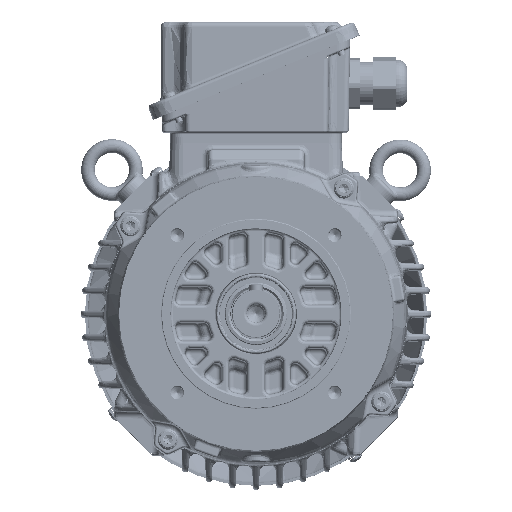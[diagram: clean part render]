
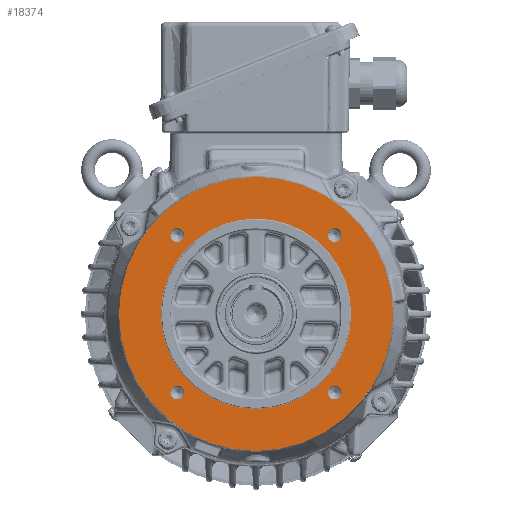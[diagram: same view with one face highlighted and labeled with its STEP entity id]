
A CAD part, top view. The second image highlights one B-rep face of the part: STEP entity #18374.
In plain terms, the highlighted planar face has unit normal (0, 0, 1).
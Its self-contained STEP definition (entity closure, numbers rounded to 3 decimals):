
#8124=PLANE('',#78334);
#8968=FACE_BOUND('',#27249,.T.);
#8969=FACE_BOUND('',#27250,.T.);
#8970=FACE_BOUND('',#27251,.T.);
#8971=FACE_BOUND('',#27252,.T.);
#8972=FACE_BOUND('',#27253,.T.);
#8973=FACE_BOUND('',#27254,.T.);
#18374=ADVANCED_FACE('',(#8968,#8969,#8970,#8971,#8972,#8973),#8124,.F.);
#27249=EDGE_LOOP('',(#34766));
#27250=EDGE_LOOP('',(#34767));
#27251=EDGE_LOOP('',(#34768));
#27252=EDGE_LOOP('',(#34769));
#27253=EDGE_LOOP('',(#34770));
#27254=EDGE_LOOP('',(#34771));
#34766=ORIENTED_EDGE('',*,*,#62457,.T.);
#34767=ORIENTED_EDGE('',*,*,#62458,.T.);
#34768=ORIENTED_EDGE('',*,*,#62459,.T.);
#34769=ORIENTED_EDGE('',*,*,#62460,.T.);
#34770=ORIENTED_EDGE('',*,*,#61448,.T.);
#34771=ORIENTED_EDGE('',*,*,#61344,.F.);
#53352=VERTEX_POINT('',#109672);
#53442=VERTEX_POINT('',#110677);
#54069=VERTEX_POINT('',#116345);
#54070=VERTEX_POINT('',#116347);
#54071=VERTEX_POINT('',#116349);
#54072=VERTEX_POINT('',#116351);
#61344=EDGE_CURVE('',#53352,#53352,#72700,.T.);
#61448=EDGE_CURVE('',#53442,#53442,#72736,.T.);
#62457=EDGE_CURVE('',#54069,#54069,#73219,.T.);
#62458=EDGE_CURVE('',#54070,#54070,#73220,.T.);
#62459=EDGE_CURVE('',#54071,#54071,#73221,.T.);
#62460=EDGE_CURVE('',#54072,#54072,#73222,.T.);
#72700=CIRCLE('',#77507,80.);
#72736=CIRCLE('',#77557,55.6);
#73219=CIRCLE('',#78330,4.);
#73220=CIRCLE('',#78331,4.);
#73221=CIRCLE('',#78332,4.);
#73222=CIRCLE('',#78333,4.);
#77507=AXIS2_PLACEMENT_3D('',#109671,#86669,#86670);
#77557=AXIS2_PLACEMENT_3D('',#110676,#86781,#86782);
#78330=AXIS2_PLACEMENT_3D('',#116344,#88475,#88476);
#78331=AXIS2_PLACEMENT_3D('',#116346,#88477,#88478);
#78332=AXIS2_PLACEMENT_3D('',#116348,#88479,#88480);
#78333=AXIS2_PLACEMENT_3D('',#116350,#88481,#88482);
#78334=AXIS2_PLACEMENT_3D('',#116352,#88483,#88484);
#86669=DIRECTION('',(0.,0.,-1.));
#86670=DIRECTION('',(-1.,0.,0.));
#86781=DIRECTION('',(0.,0.,-1.));
#86782=DIRECTION('',(-1.,0.,0.));
#88475=DIRECTION('',(0.,0.,-1.));
#88476=DIRECTION('',(-1.,0.,0.));
#88477=DIRECTION('',(0.,0.,-1.));
#88478=DIRECTION('',(-1.,0.,0.));
#88479=DIRECTION('',(0.,0.,-1.));
#88480=DIRECTION('',(-1.,0.,0.));
#88481=DIRECTION('',(0.,0.,-1.));
#88482=DIRECTION('',(-1.,0.,0.));
#88483=DIRECTION('',(0.,0.,-1.));
#88484=DIRECTION('',(-1.,0.,0.));
#109671=CARTESIAN_POINT('',(0.,0.,0.));
#109672=CARTESIAN_POINT('',(-80.,0.,0.));
#110676=CARTESIAN_POINT('',(0.,0.,0.));
#110677=CARTESIAN_POINT('',(-55.6,0.,0.));
#116344=CARTESIAN_POINT('',(45.962,-45.962,0.));
#116345=CARTESIAN_POINT('',(41.962,-45.962,0.));
#116346=CARTESIAN_POINT('',(-45.962,-45.962,0.));
#116347=CARTESIAN_POINT('',(-49.962,-45.962,0.));
#116348=CARTESIAN_POINT('',(-45.962,45.962,0.));
#116349=CARTESIAN_POINT('',(-49.962,45.962,0.));
#116350=CARTESIAN_POINT('',(45.962,45.962,0.));
#116351=CARTESIAN_POINT('',(41.962,45.962,0.));
#116352=CARTESIAN_POINT('',(0.,55.,0.));
